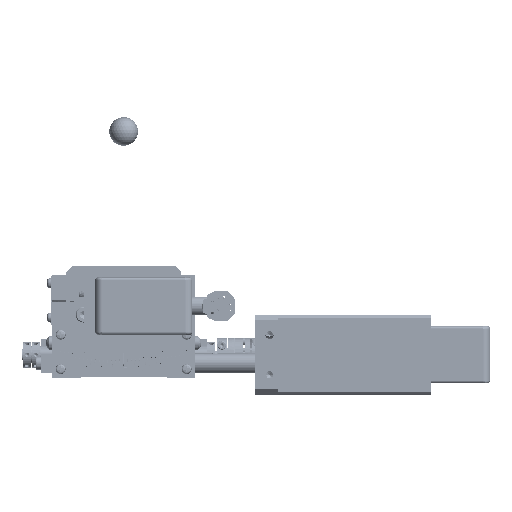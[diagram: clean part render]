
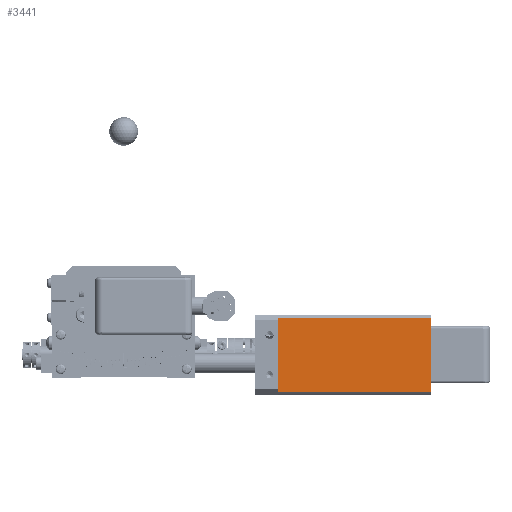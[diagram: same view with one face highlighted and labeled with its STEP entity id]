
A CAD part, front view. The second image highlights one B-rep face of the part: STEP entity #3441.
In plain terms, the highlighted planar face has unit normal (0, -1, 0).
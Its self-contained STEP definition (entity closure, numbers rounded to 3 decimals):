
#3441=ADVANCED_FACE('',(#34099),#34098,.F.);
#34098=PLANE('',#82502);
#34099=FACE_OUTER_BOUND('',#82503,.T.);
#82499=CARTESIAN_POINT('',(112.85,-14.,-7.414));
#82500=DIRECTION('',(0.,1.,0.));
#82501=DIRECTION('',(-1.,0.,0.));
#82502=AXIS2_PLACEMENT_3D('',#82499,#82500,#82501);
#82503=EDGE_LOOP('',(#117016,#117017,#117018,#117019));
#117016=ORIENTED_EDGE('',*,*,#137999,.F.);
#117017=ORIENTED_EDGE('',*,*,#137970,.T.);
#117018=ORIENTED_EDGE('',*,*,#138000,.F.);
#117019=ORIENTED_EDGE('',*,*,#138001,.F.);
#137970=EDGE_CURVE('',#189339,#189382,#189389,.T.);
#137999=EDGE_CURVE('',#189339,#189588,#189589,.T.);
#138000=EDGE_CURVE('',#189595,#189382,#189596,.T.);
#138001=EDGE_CURVE('',#189588,#189595,#189602,.T.);
#189339=VERTEX_POINT('',#265408);
#189382=VERTEX_POINT('',#265436);
#189389=LINE('',#265441,#265442);
#189588=VERTEX_POINT('',#265598);
#189589=LINE('',#265599,#265600);
#189595=VERTEX_POINT('',#265602);
#189596=LINE('',#265603,#265604);
#189602=LINE('',#265606,#265607);
#265408=CARTESIAN_POINT('',(54.,-14.,20.845));
#265436=CARTESIAN_POINT('',(54.,-14.,-4.845));
#265441=CARTESIAN_POINT('',(54.,-14.,20.845));
#265442=VECTOR('',#265443,25.69);
#265443=DIRECTION('',(0.,0.,-1.));
#265598=CARTESIAN_POINT('',(107.5,-14.,20.845));
#265599=CARTESIAN_POINT('',(54.,-14.,20.845));
#265600=VECTOR('',#265601,53.5);
#265601=DIRECTION('',(1.,0.,0.));
#265602=CARTESIAN_POINT('',(107.5,-14.,-4.845));
#265603=CARTESIAN_POINT('',(107.5,-14.,-4.845));
#265604=VECTOR('',#265605,53.5);
#265605=DIRECTION('',(-1.,0.,0.));
#265606=CARTESIAN_POINT('',(107.5,-14.,20.845));
#265607=VECTOR('',#265608,25.69);
#265608=DIRECTION('',(0.,0.,-1.));
